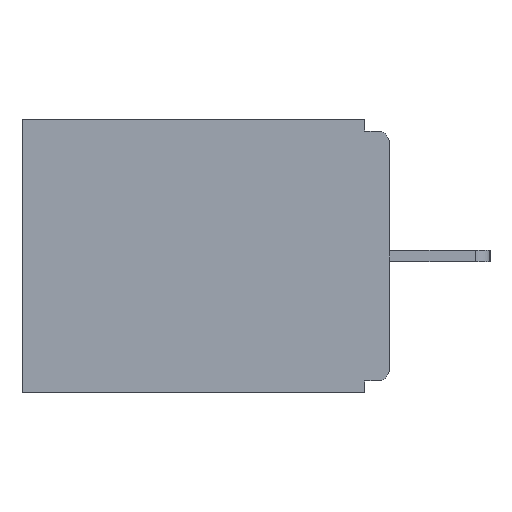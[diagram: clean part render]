
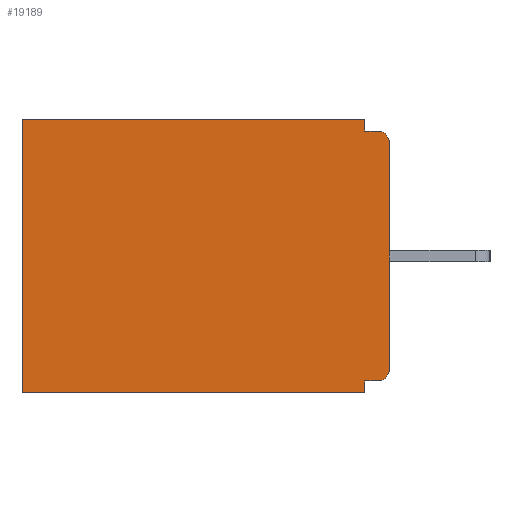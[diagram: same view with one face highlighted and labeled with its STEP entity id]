
A CAD part, left-side view. The second image highlights one B-rep face of the part: STEP entity #19189.
In plain terms, the highlighted planar face has unit normal (-1, 0, 0).
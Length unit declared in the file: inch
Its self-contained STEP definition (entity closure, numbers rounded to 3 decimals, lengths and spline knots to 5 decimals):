
#258 = VECTOR ( 'NONE', #3344, 39.37008 ) ;
#661 = ORIENTED_EDGE ( 'NONE', *, *, #20636, .F. ) ;
#804 = DIRECTION ( 'NONE',  ( 0., 1., 0. ) ) ;
#895 = CARTESIAN_POINT ( 'NONE',  ( 0.298, 0.031, -0.343 ) ) ;
#953 = CARTESIAN_POINT ( 'NONE',  ( 0.298, 0., -0.343 ) ) ;
#1017 = EDGE_CURVE ( 'NONE', #15446, #19652, #21535, .T. ) ;
#1488 = VERTEX_POINT ( 'NONE', #895 ) ;
#1537 = ORIENTED_EDGE ( 'NONE', *, *, #15228, .T. ) ;
#1718 = VECTOR ( 'NONE', #8848, 39.37008 ) ;
#3094 = CARTESIAN_POINT ( 'NONE',  ( 0.298, 0.015, -0.03 ) ) ;
#3344 = DIRECTION ( 'NONE',  ( 0., 0., -1. ) ) ;
#3484 = VERTEX_POINT ( 'NONE', #8938 ) ;
#3533 = DIRECTION ( 'NONE',  ( 0., 0., -1. ) ) ;
#3760 = CARTESIAN_POINT ( 'NONE',  ( 0.298, 0.031, -0.015 ) ) ;
#4028 = VECTOR ( 'NONE', #22411, 39.37008 ) ;
#4489 = VECTOR ( 'NONE', #3533, 39.37008 ) ;
#4638 = CARTESIAN_POINT ( 'NONE',  ( 0.298, 0.031, -0.343 ) ) ;
#4782 = LINE ( 'NONE', #8056, #5385 ) ;
#4982 = DIRECTION ( 'NONE',  ( 0., 0., -1. ) ) ;
#5072 = LINE ( 'NONE', #9090, #4489 ) ;
#5385 = VECTOR ( 'NONE', #16975, 39.37008 ) ;
#5610 = FACE_OUTER_BOUND ( 'NONE', #13530, .T. ) ;
#5668 = ORIENTED_EDGE ( 'NONE', *, *, #13523, .F. ) ;
#5886 = AXIS2_PLACEMENT_3D ( 'NONE', #15004, #14977, #14955 ) ;
#6114 = ORIENTED_EDGE ( 'NONE', *, *, #8294, .F. ) ;
#6760 = LINE ( 'NONE', #6900, #1718 ) ;
#6878 = CARTESIAN_POINT ( 'NONE',  ( 0.298, 0.031, 0. ) ) ;
#6900 = CARTESIAN_POINT ( 'NONE',  ( 0.298, 0., -0.328 ) ) ;
#6971 = ORIENTED_EDGE ( 'NONE', *, *, #22837, .F. ) ;
#7274 = VERTEX_POINT ( 'NONE', #18357 ) ;
#7349 = EDGE_CURVE ( 'NONE', #9343, #3484, #8201, .T. ) ;
#8056 = CARTESIAN_POINT ( 'NONE',  ( 0.298, 0.46, 0. ) ) ;
#8201 = LINE ( 'NONE', #17707, #22502 ) ;
#8294 = EDGE_CURVE ( 'NONE', #1488, #22224, #21375, .T. ) ;
#8414 = PLANE ( 'NONE',  #10768 ) ;
#8848 = DIRECTION ( 'NONE',  ( 0., 1., 0. ) ) ;
#8938 = CARTESIAN_POINT ( 'NONE',  ( 0.298, 0.015, -0.015 ) ) ;
#9090 = CARTESIAN_POINT ( 'NONE',  ( 0.298, 0.031, -0.343 ) ) ;
#9343 = VERTEX_POINT ( 'NONE', #3760 ) ;
#10222 = LINE ( 'NONE', #23201, #258 ) ;
#10243 = DIRECTION ( 'NONE',  ( 1., 0., 0. ) ) ;
#10451 = CARTESIAN_POINT ( 'NONE',  ( 0.298, 0.46, -0.343 ) ) ;
#10746 = VECTOR ( 'NONE', #804, 39.37008 ) ;
#10768 = AXIS2_PLACEMENT_3D ( 'NONE', #20974, #10243, #22743 ) ;
#10836 = EDGE_CURVE ( 'NONE', #11375, #22224, #4782, .T. ) ;
#11375 = VERTEX_POINT ( 'NONE', #22462 ) ;
#13287 = VERTEX_POINT ( 'NONE', #19045 ) ;
#13374 = ORIENTED_EDGE ( 'NONE', *, *, #10836, .T. ) ;
#13523 = EDGE_CURVE ( 'NONE', #15446, #7274, #6760, .T. ) ;
#13530 = EDGE_LOOP ( 'NONE', ( #17966, #20803, #6971, #1537, #13374, #6114, #20521, #5668, #20860, #661 ) ) ;
#13595 = CARTESIAN_POINT ( 'NONE',  ( 0.298, 0., -0.313 ) ) ;
#13772 = LINE ( 'NONE', #4638, #19008 ) ;
#14955 = DIRECTION ( 'NONE',  ( 0., 0., -1. ) ) ;
#14977 = DIRECTION ( 'NONE',  ( -1., 0., 0. ) ) ;
#15004 = CARTESIAN_POINT ( 'NONE',  ( 0.298, 0.015, -0.313 ) ) ;
#15228 = EDGE_CURVE ( 'NONE', #20563, #11375, #23270, .T. ) ;
#15366 = CIRCLE ( 'NONE', #15836, 0.015 ) ;
#15446 = VERTEX_POINT ( 'NONE', #21177 ) ;
#15836 = AXIS2_PLACEMENT_3D ( 'NONE', #3094, #15867, #4982 ) ;
#15867 = DIRECTION ( 'NONE',  ( -1., 0., 0. ) ) ;
#16975 = DIRECTION ( 'NONE',  ( 0., 0., -1. ) ) ;
#17329 = DIRECTION ( 'NONE',  ( 0., 0., -1. ) ) ;
#17707 = CARTESIAN_POINT ( 'NONE',  ( 0.298, 0., -0.015 ) ) ;
#17966 = ORIENTED_EDGE ( 'NONE', *, *, #22270, .T. ) ;
#18056 = EDGE_CURVE ( 'NONE', #7274, #1488, #5072, .T. ) ;
#18357 = CARTESIAN_POINT ( 'NONE',  ( 0.298, 0.031, -0.328 ) ) ;
#18818 = CARTESIAN_POINT ( 'NONE',  ( 0.298, 0., 0. ) ) ;
#19008 = VECTOR ( 'NONE', #17329, 39.37008 ) ;
#19045 = CARTESIAN_POINT ( 'NONE',  ( 0.298, 0., -0.03 ) ) ;
#19189 = ADVANCED_FACE ( 'NONE', ( #5610 ), #8414, .F. ) ;
#19652 = VERTEX_POINT ( 'NONE', #13595 ) ;
#20521 = ORIENTED_EDGE ( 'NONE', *, *, #18056, .F. ) ;
#20563 = VERTEX_POINT ( 'NONE', #6878 ) ;
#20636 = EDGE_CURVE ( 'NONE', #13287, #19652, #10222, .T. ) ;
#20803 = ORIENTED_EDGE ( 'NONE', *, *, #7349, .F. ) ;
#20832 = DIRECTION ( 'NONE',  ( 0., -1., 0. ) ) ;
#20860 = ORIENTED_EDGE ( 'NONE', *, *, #1017, .T. ) ;
#20974 = CARTESIAN_POINT ( 'NONE',  ( 0.298, 0., 0. ) ) ;
#21177 = CARTESIAN_POINT ( 'NONE',  ( 0.298, 0.015, -0.328 ) ) ;
#21375 = LINE ( 'NONE', #953, #10746 ) ;
#21535 = CIRCLE ( 'NONE', #5886, 0.015 ) ;
#22224 = VERTEX_POINT ( 'NONE', #10451 ) ;
#22270 = EDGE_CURVE ( 'NONE', #13287, #3484, #15366, .T. ) ;
#22411 = DIRECTION ( 'NONE',  ( 0., 1., 0. ) ) ;
#22462 = CARTESIAN_POINT ( 'NONE',  ( 0.298, 0.46, 0. ) ) ;
#22502 = VECTOR ( 'NONE', #20832, 39.37008 ) ;
#22743 = DIRECTION ( 'NONE',  ( 0., 0., -1. ) ) ;
#22837 = EDGE_CURVE ( 'NONE', #20563, #9343, #13772, .T. ) ;
#23201 = CARTESIAN_POINT ( 'NONE',  ( 0.298, 0., 0. ) ) ;
#23270 = LINE ( 'NONE', #18818, #4028 ) ;
